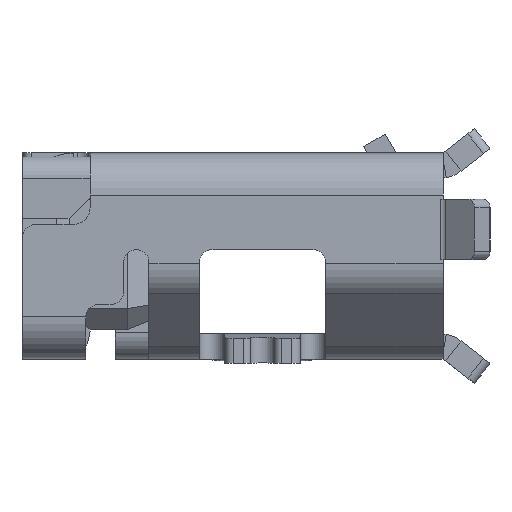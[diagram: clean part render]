
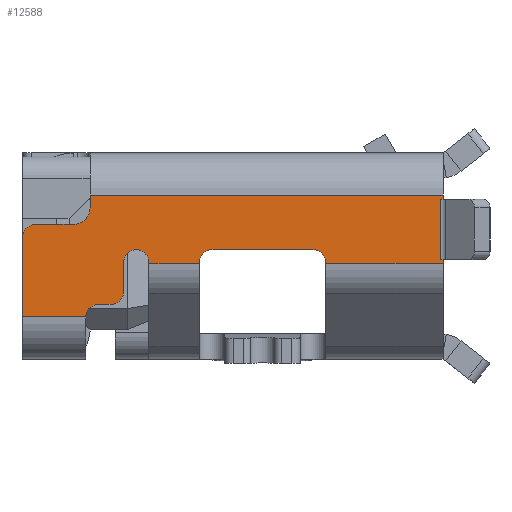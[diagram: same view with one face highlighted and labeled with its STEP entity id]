
A CAD part, left-side view. The second image highlights one B-rep face of the part: STEP entity #12588.
In plain terms, the highlighted planar face has unit normal (-1, 0, 0).
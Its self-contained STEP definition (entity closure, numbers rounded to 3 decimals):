
#659=DIRECTION('',(0.,0.,-1.));
#660=VECTOR('',#659,0.15);
#661=CARTESIAN_POINT('',(-3.75,-0.5,-4.921));
#662=LINE('7890',#661,#660);
#671=CARTESIAN_POINT('',(-3.75,0.15,-5.421));
#672=DIRECTION('',(1.,0.,0.));
#673=DIRECTION('',(0.,1.,0.));
#674=AXIS2_PLACEMENT_3D('',#671,#672,#673);
#676=CARTESIAN_POINT('',(-3.75,-0.3,-5.071));
#677=DIRECTION('',(-1.,0.,0.));
#678=DIRECTION('',(0.,0.,-1.));
#679=AXIS2_PLACEMENT_3D('',#676,#677,#678);
#681=CARTESIAN_POINT('',(-3.75,-3.15,-5.721));
#682=DIRECTION('',(-1.,0.,0.));
#683=DIRECTION('',(0.,-1.,0.));
#684=AXIS2_PLACEMENT_3D('',#681,#682,#683);
#686=CARTESIAN_POINT('',(-3.75,-1.95,-5.721));
#687=DIRECTION('',(-1.,0.,0.));
#688=DIRECTION('',(0.,0.,1.));
#689=AXIS2_PLACEMENT_3D('',#686,#687,#688);
#691=CARTESIAN_POINT('',(-3.75,-1.05,-5.721));
#692=DIRECTION('',(-1.,0.,0.));
#693=DIRECTION('',(0.,-1.,0.));
#694=AXIS2_PLACEMENT_3D('',#691,#692,#693);
#696=CARTESIAN_POINT('',(-3.75,-0.75,-6.071));
#697=DIRECTION('',(1.,0.,0.));
#698=DIRECTION('',(0.,-1.,0.));
#699=AXIS2_PLACEMENT_3D('',#696,#697,#698);
#701=CARTESIAN_POINT('',(-3.75,-0.6,-6.371));
#702=DIRECTION('',(-1.,0.,0.));
#703=DIRECTION('',(0.,0.,1.));
#704=AXIS2_PLACEMENT_3D('',#701,#702,#703);
#737=DIRECTION('',(0.,0.,-1.));
#738=VECTOR('',#737,0.15);
#739=CARTESIAN_POINT('',(-3.75,0.3,-5.421));
#740=LINE('7911',#739,#738);
#4828=DIRECTION('',(0.,-1.,0.));
#4829=VECTOR('',#4828,0.15);
#4830=CARTESIAN_POINT('',(-3.75,-0.6,-6.221));
#4831=LINE('8463',#4830,#4829);
#4836=DIRECTION('',(0.,0.,1.));
#4837=VECTOR('',#4836,0.35);
#4838=CARTESIAN_POINT('',(-3.75,-0.9,-6.071));
#4839=LINE('8457',#4838,#4837);
#4852=DIRECTION('',(0.,0.,-1.));
#4853=VECTOR('',#4852,0.017);
#4854=CARTESIAN_POINT('',(-3.75,-1.2,-5.721));
#4855=LINE('8453',#4854,#4853);
#4878=DIRECTION('',(0.,-1.,0.));
#4879=VECTOR('',#4878,0.6);
#4880=CARTESIAN_POINT('',(-3.75,-1.2,-5.738));
#4881=LINE('8309',#4880,#4879);
#7366=DIRECTION('',(0.,-1.,0.));
#7367=VECTOR('',#7366,1.4);
#7368=CARTESIAN_POINT('',(-3.75,-3.3,-5.738));
#7369=LINE('8345',#7368,#7367);
#7414=DIRECTION('',(0.,0.,1.));
#7415=VECTOR('',#7414,0.05);
#7416=CARTESIAN_POINT('',(-3.75,-4.7,-5.738));
#7417=LINE('8410',#7416,#7415);
#7426=DIRECTION('',(0.,1.,0.));
#7427=VECTOR('',#7426,0.034);
#7428=CARTESIAN_POINT('',(-3.75,-4.7,-5.688));
#7429=LINE('8413',#7428,#7427);
#7444=DIRECTION('',(0.,0.,1.));
#7445=VECTOR('',#7444,0.717);
#7446=CARTESIAN_POINT('',(-3.75,-4.666,-5.688));
#7447=LINE('8417',#7446,#7445);
#7506=DIRECTION('',(0.,-1.,0.));
#7507=VECTOR('',#7506,0.034);
#7508=CARTESIAN_POINT('',(-3.75,-4.666,-4.971));
#7509=LINE('8431',#7508,#7507);
#7514=DIRECTION('',(0.,0.,1.));
#7515=VECTOR('',#7514,0.05);
#7516=CARTESIAN_POINT('',(-3.75,-4.7,-4.971));
#7517=LINE('8433',#7516,#7515);
#7602=DIRECTION('',(0.,0.,-1.));
#7603=VECTOR('',#7602,0.017);
#7604=CARTESIAN_POINT('',(-3.75,-3.3,-5.721));
#7605=LINE('8335',#7604,#7603);
#7622=DIRECTION('',(0.,-1.,0.));
#7623=VECTOR('',#7622,1.2);
#7624=CARTESIAN_POINT('',(-3.75,-1.95,-5.571));
#7625=LINE('8333',#7624,#7623);
#7638=DIRECTION('',(0.,0.,1.));
#7639=VECTOR('',#7638,0.017);
#7640=CARTESIAN_POINT('',(-3.75,-1.8,-5.738));
#7641=LINE('8329',#7640,#7639);
#7860=DIRECTION('',(0.,-1.,0.));
#7861=VECTOR('',#7860,0.75);
#7862=CARTESIAN_POINT('',(-3.75,0.3,-6.371));
#7863=LINE('9812',#7862,#7861);
#7884=DIRECTION('',(0.,0.,-1.));
#7885=VECTOR('',#7884,0.8);
#7886=CARTESIAN_POINT('',(-3.75,0.3,-5.571));
#7887=LINE('9809',#7886,#7885);
#8765=DIRECTION('',(0.,1.,0.));
#8766=VECTOR('',#8765,0.45);
#8767=CARTESIAN_POINT('',(-3.75,-0.3,-5.271));
#8768=LINE('7888',#8767,#8766);
#8777=DIRECTION('',(0.,1.,0.));
#8778=VECTOR('',#8777,4.2);
#8779=CARTESIAN_POINT('',(-3.75,-4.7,-4.921));
#8780=LINE('7891',#8779,#8778);
#9235=CARTESIAN_POINT('',(-3.75,0.3,-6.371));
#9236=VERTEX_POINT('',#9235);
#9239=CARTESIAN_POINT('',(-3.75,-0.45,-6.371));
#9240=VERTEX_POINT('',#9239);
#9242=CARTESIAN_POINT('',(-3.75,-0.6,-6.221));
#9244=VERTEX_POINT('',#9242);
#9245=CARTESIAN_POINT('',(-3.75,0.3,-5.421));
#9246=CARTESIAN_POINT('',(-3.75,0.15,-5.271));
#9247=VERTEX_POINT('',#9245);
#9248=VERTEX_POINT('',#9246);
#9249=CARTESIAN_POINT('',(-3.75,-0.3,-5.271));
#9250=VERTEX_POINT('',#9249);
#9251=CARTESIAN_POINT('',(-3.75,-0.5,-5.071));
#9252=VERTEX_POINT('',#9251);
#9253=CARTESIAN_POINT('',(-3.75,-0.5,-4.921));
#9254=VERTEX_POINT('',#9253);
#9255=CARTESIAN_POINT('',(-3.75,-4.7,-4.921));
#9256=VERTEX_POINT('',#9255);
#9257=CARTESIAN_POINT('',(-3.75,-3.3,-5.721));
#9258=CARTESIAN_POINT('',(-3.75,-3.15,-5.571));
#9259=VERTEX_POINT('',#9257);
#9260=VERTEX_POINT('',#9258);
#9261=CARTESIAN_POINT('',(-3.75,-1.95,-5.571));
#9262=CARTESIAN_POINT('',(-3.75,-1.8,-5.721));
#9263=VERTEX_POINT('',#9261);
#9264=VERTEX_POINT('',#9262);
#9265=CARTESIAN_POINT('',(-3.75,-1.2,-5.721));
#9266=CARTESIAN_POINT('',(-3.75,-0.9,-5.721));
#9267=VERTEX_POINT('',#9265);
#9268=VERTEX_POINT('',#9266);
#9269=CARTESIAN_POINT('',(-3.75,-0.9,-6.071));
#9270=CARTESIAN_POINT('',(-3.75,-0.75,-6.221));
#9271=VERTEX_POINT('',#9269);
#9272=VERTEX_POINT('',#9270);
#9307=CARTESIAN_POINT('',(-3.75,0.3,-5.571));
#9308=VERTEX_POINT('',#9307);
#9859=CARTESIAN_POINT('',(-3.75,-1.2,-5.738));
#9860=CARTESIAN_POINT('',(-3.75,-1.8,-5.738));
#9861=VERTEX_POINT('',#9859);
#9862=VERTEX_POINT('',#9860);
#9867=CARTESIAN_POINT('',(-3.75,-3.3,-5.738));
#9868=VERTEX_POINT('',#9867);
#9883=CARTESIAN_POINT('',(-3.75,-4.7,-5.738));
#9884=VERTEX_POINT('',#9883);
#9925=CARTESIAN_POINT('',(-3.75,-4.7,-5.688));
#9926=VERTEX_POINT('',#9925);
#9929=CARTESIAN_POINT('',(-3.75,-4.666,-5.688));
#9930=VERTEX_POINT('',#9929);
#9935=CARTESIAN_POINT('',(-3.75,-4.666,-4.971));
#9936=VERTEX_POINT('',#9935);
#9961=CARTESIAN_POINT('',(-3.75,-4.7,-4.971));
#9962=VERTEX_POINT('',#9961);
#12530=CARTESIAN_POINT('',(-3.75,-2.2,-5.646));
#12531=DIRECTION('',(1.,0.,0.));
#12532=DIRECTION('',(0.,0.,1.));
#12533=AXIS2_PLACEMENT_3D('',#12530,#12531,#12532);
#12534=PLANE('10059',#12533);
#12536=ORIENTED_EDGE('7887',*,*,#12535,.T.);
#12538=ORIENTED_EDGE('7888',*,*,#12537,.F.);
#12540=ORIENTED_EDGE('7889',*,*,#12539,.T.);
#12541=ORIENTED_EDGE('7890',*,*,#12519,.F.);
#12543=ORIENTED_EDGE('7891',*,*,#12542,.F.);
#12545=ORIENTED_EDGE('8433',*,*,#12544,.F.);
#12547=ORIENTED_EDGE('8431',*,*,#12546,.F.);
#12549=ORIENTED_EDGE('8417',*,*,#12548,.F.);
#12551=ORIENTED_EDGE('8413',*,*,#12550,.F.);
#12553=ORIENTED_EDGE('8410',*,*,#12552,.F.);
#12555=ORIENTED_EDGE('8345',*,*,#12554,.F.);
#12557=ORIENTED_EDGE('8335',*,*,#12556,.F.);
#12559=ORIENTED_EDGE('7892',*,*,#12558,.T.);
#12561=ORIENTED_EDGE('8333',*,*,#12560,.F.);
#12563=ORIENTED_EDGE('7893',*,*,#12562,.T.);
#12565=ORIENTED_EDGE('8329',*,*,#12564,.F.);
#12567=ORIENTED_EDGE('8309',*,*,#12566,.F.);
#12569=ORIENTED_EDGE('8453',*,*,#12568,.F.);
#12571=ORIENTED_EDGE('7894',*,*,#12570,.T.);
#12573=ORIENTED_EDGE('8457',*,*,#12572,.F.);
#12575=ORIENTED_EDGE('7895',*,*,#12574,.T.);
#12577=ORIENTED_EDGE('8463',*,*,#12576,.F.);
#12579=ORIENTED_EDGE('7896',*,*,#12578,.T.);
#12581=ORIENTED_EDGE('9812',*,*,#12580,.F.);
#12583=ORIENTED_EDGE('9809',*,*,#12582,.F.);
#12585=ORIENTED_EDGE('7911',*,*,#12584,.F.);
#12586=EDGE_LOOP('10059',(#12536,#12538,#12540,#12541,#12543,#12545,#12547,
#12549,#12551,#12553,#12555,#12557,#12559,#12561,#12563,#12565,#12567,#12569,
#12571,#12573,#12575,#12577,#12579,#12581,#12583,#12585));
#12587=FACE_OUTER_BOUND('10059',#12586,.F.);
#12588=ADVANCED_FACE('10059',(#12587),#12534,.F.);
#675=CIRCLE('7887',#674,0.15);
#680=CIRCLE('7889',#679,0.2);
#685=CIRCLE('7892',#684,0.15);
#690=CIRCLE('7893',#689,0.15);
#695=CIRCLE('7894',#694,0.15);
#700=CIRCLE('7895',#699,0.15);
#705=CIRCLE('7896',#704,0.15);
#12519=EDGE_CURVE('7890',#9254,#9252,#662,.T.);
#12535=EDGE_CURVE('7887',#9247,#9248,#675,.T.);
#12537=EDGE_CURVE('7888',#9250,#9248,#8768,.T.);
#12539=EDGE_CURVE('7889',#9250,#9252,#680,.T.);
#12542=EDGE_CURVE('7891',#9256,#9254,#8780,.T.);
#12544=EDGE_CURVE('8433',#9962,#9256,#7517,.T.);
#12546=EDGE_CURVE('8431',#9936,#9962,#7509,.T.);
#12548=EDGE_CURVE('8417',#9930,#9936,#7447,.T.);
#12550=EDGE_CURVE('8413',#9926,#9930,#7429,.T.);
#12552=EDGE_CURVE('8410',#9884,#9926,#7417,.T.);
#12554=EDGE_CURVE('8345',#9868,#9884,#7369,.T.);
#12556=EDGE_CURVE('8335',#9259,#9868,#7605,.T.);
#12558=EDGE_CURVE('7892',#9259,#9260,#685,.T.);
#12560=EDGE_CURVE('8333',#9263,#9260,#7625,.T.);
#12562=EDGE_CURVE('7893',#9263,#9264,#690,.T.);
#12564=EDGE_CURVE('8329',#9862,#9264,#7641,.T.);
#12566=EDGE_CURVE('8309',#9861,#9862,#4881,.T.);
#12568=EDGE_CURVE('8453',#9267,#9861,#4855,.T.);
#12570=EDGE_CURVE('7894',#9267,#9268,#695,.T.);
#12572=EDGE_CURVE('8457',#9271,#9268,#4839,.T.);
#12574=EDGE_CURVE('7895',#9271,#9272,#700,.T.);
#12576=EDGE_CURVE('8463',#9244,#9272,#4831,.T.);
#12578=EDGE_CURVE('7896',#9244,#9240,#705,.T.);
#12580=EDGE_CURVE('9812',#9236,#9240,#7863,.T.);
#12582=EDGE_CURVE('9809',#9308,#9236,#7887,.T.);
#12584=EDGE_CURVE('7911',#9247,#9308,#740,.T.);
